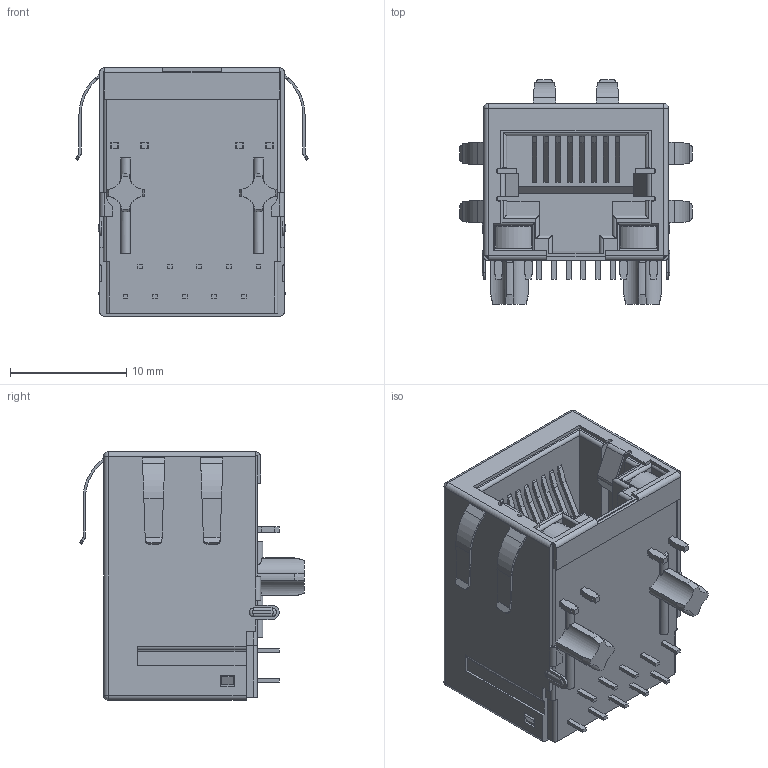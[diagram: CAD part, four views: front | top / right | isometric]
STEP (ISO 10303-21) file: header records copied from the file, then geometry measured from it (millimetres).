
FILE_DESCRIPTION((''),'2;1');
FILE_NAME('C-1-2301994-2','2017-01-16T',('workeradm'),('Tyco Electronics Ltd.'),'CREO PARAMETRIC BY PTC INC, 2016050','CREO PARAMETRIC BY PTC INC, 2016050','');
FILE_SCHEMA(('AUTOMOTIVE_DESIGN { 1 0 10303 214 1 1 1 1 }'));
Length unit declared in the file: millimetre
Products named in the file (1): C-1-2301994-2
Bounding box: 20 x 19.3 x 21.35 mm (x, y, z)
Volume: 3436.7 mm3; surface area: 2670.3 mm2
Topology: 1 solids, 1 shells, 544 faces, 1484 edges, 970 vertices
Faces by surface type: plane 389, cylinder 139, cone 8, sphere 4, bspline 4
Entity records: 17532 total; most frequent: CARTESIAN_POINT 3808, ORIENTED_EDGE 2968, DIRECTION 2614, EDGE_CURVE 1484, VECTOR 1174, LINE 1174, VERTEX_POINT 970, AXIS2_PLACEMENT_3D 720
